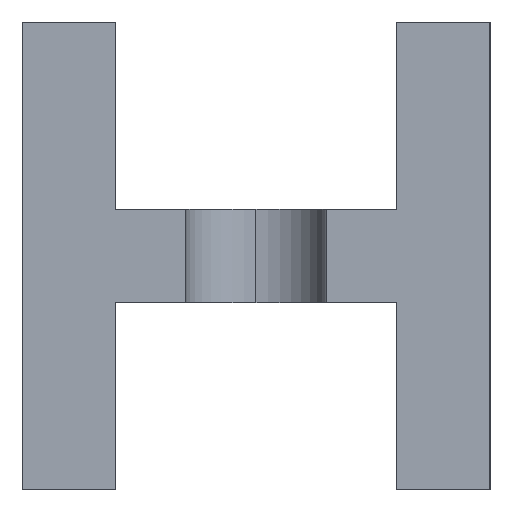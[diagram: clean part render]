
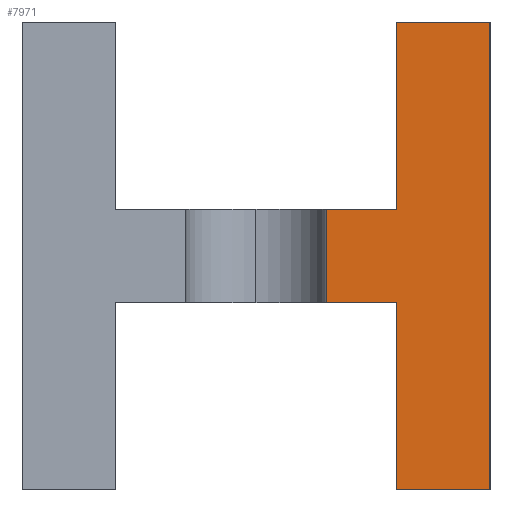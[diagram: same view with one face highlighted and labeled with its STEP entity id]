
A CAD part, left-side view. The second image highlights one B-rep face of the part: STEP entity #7971.
In plain terms, the highlighted planar face has unit normal (-1, 0, 0).
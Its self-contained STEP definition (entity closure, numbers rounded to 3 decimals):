
#125 = EDGE_CURVE ( 'NONE', #753, #4843, #6835, .T. ) ;
#256 = CARTESIAN_POINT ( 'NONE',  ( 0., 3.5, 6. ) ) ;
#356 = VECTOR ( 'NONE', #3653, 1000. ) ;
#753 = VERTEX_POINT ( 'NONE', #8567 ) ;
#818 = FACE_OUTER_BOUND ( 'NONE', #3067, .T. ) ;
#835 = LINE ( 'NONE', #15634, #356 ) ;
#1198 = CARTESIAN_POINT ( 'NONE',  ( 0., 0., 0. ) ) ;
#1219 = CARTESIAN_POINT ( 'NONE',  ( 0., 3.5, 4. ) ) ;
#1240 = VERTEX_POINT ( 'NONE', #10163 ) ;
#1468 = CARTESIAN_POINT ( 'NONE',  ( 0., 2., 10. ) ) ;
#1650 = DIRECTION ( 'NONE',  ( 0., 0., 1. ) ) ;
#1730 = VERTEX_POINT ( 'NONE', #7547 ) ;
#1915 = LINE ( 'NONE', #15642, #15551 ) ;
#2528 = LINE ( 'NONE', #4676, #18455 ) ;
#3023 = ORIENTED_EDGE ( 'NONE', *, *, #17979, .F. ) ;
#3067 = EDGE_LOOP ( 'NONE', ( #16163, #11326, #9894, #3023, #17397, #15087, #10449, #6444 ) ) ;
#3349 = LINE ( 'NONE', #5188, #7385 ) ;
#3653 = DIRECTION ( 'NONE',  ( 0., 0., -1. ) ) ;
#3975 = CARTESIAN_POINT ( 'NONE',  ( 0., 2., 4. ) ) ;
#4179 = CARTESIAN_POINT ( 'NONE',  ( 0., 2., 10. ) ) ;
#4603 = EDGE_CURVE ( 'NONE', #19089, #753, #13774, .T. ) ;
#4676 = CARTESIAN_POINT ( 'NONE',  ( 0., 3.5, 4. ) ) ;
#4826 = DIRECTION ( 'NONE',  ( 0., 0., 1. ) ) ;
#4843 = VERTEX_POINT ( 'NONE', #4179 ) ;
#5188 = CARTESIAN_POINT ( 'NONE',  ( 0., 8., 4. ) ) ;
#5670 = DIRECTION ( 'NONE',  ( 0., 1., 0. ) ) ;
#5791 = VECTOR ( 'NONE', #17430, 1000. ) ;
#5918 = VERTEX_POINT ( 'NONE', #1198 ) ;
#6444 = ORIENTED_EDGE ( 'NONE', *, *, #4603, .F. ) ;
#6835 = LINE ( 'NONE', #1468, #18705 ) ;
#6847 = CARTESIAN_POINT ( 'NONE',  ( 0., 2., 0. ) ) ;
#7385 = VECTOR ( 'NONE', #5670, 1000. ) ;
#7547 = CARTESIAN_POINT ( 'NONE',  ( 0., 0., 10. ) ) ;
#7643 = EDGE_CURVE ( 'NONE', #12140, #19089, #2528, .T. ) ;
#7971 = ADVANCED_FACE ( 'NONE', ( #818 ), #14982, .T. ) ;
#8262 = VECTOR ( 'NONE', #9815, 1000. ) ;
#8567 = CARTESIAN_POINT ( 'NONE',  ( 0., 2., 6. ) ) ;
#9815 = DIRECTION ( 'NONE',  ( 0., -1., 0. ) ) ;
#9880 = DIRECTION ( 'NONE',  ( 0., 1., 0. ) ) ;
#9894 = ORIENTED_EDGE ( 'NONE', *, *, #12401, .F. ) ;
#10114 = AXIS2_PLACEMENT_3D ( 'NONE', #15430, #14967, #14908 ) ;
#10163 = CARTESIAN_POINT ( 'NONE',  ( 0., 2., 0. ) ) ;
#10449 = ORIENTED_EDGE ( 'NONE', *, *, #125, .F. ) ;
#10751 = VECTOR ( 'NONE', #9880, 1000. ) ;
#11326 = ORIENTED_EDGE ( 'NONE', *, *, #12657, .F. ) ;
#12140 = VERTEX_POINT ( 'NONE', #1219 ) ;
#12237 = LINE ( 'NONE', #17214, #8262 ) ;
#12401 = EDGE_CURVE ( 'NONE', #1240, #15502, #1915, .T. ) ;
#12657 = EDGE_CURVE ( 'NONE', #15502, #12140, #3349, .T. ) ;
#13774 = LINE ( 'NONE', #18256, #5791 ) ;
#14027 = EDGE_CURVE ( 'NONE', #4843, #1730, #12237, .T. ) ;
#14644 = EDGE_CURVE ( 'NONE', #1730, #5918, #835, .T. ) ;
#14755 = DIRECTION ( 'NONE',  ( 0., 0., 1. ) ) ;
#14908 = DIRECTION ( 'NONE',  ( 0., 0., 1. ) ) ;
#14967 = DIRECTION ( 'NONE',  ( -1., 0., 0. ) ) ;
#14982 = PLANE ( 'NONE',  #10114 ) ;
#15087 = ORIENTED_EDGE ( 'NONE', *, *, #14027, .F. ) ;
#15139 = LINE ( 'NONE', #6847, #10751 ) ;
#15430 = CARTESIAN_POINT ( 'NONE',  ( 0., 0., 0. ) ) ;
#15502 = VERTEX_POINT ( 'NONE', #3975 ) ;
#15551 = VECTOR ( 'NONE', #14755, 1000. ) ;
#15634 = CARTESIAN_POINT ( 'NONE',  ( 0., 0., 0. ) ) ;
#15642 = CARTESIAN_POINT ( 'NONE',  ( 0., 2., 4. ) ) ;
#16163 = ORIENTED_EDGE ( 'NONE', *, *, #7643, .F. ) ;
#17214 = CARTESIAN_POINT ( 'NONE',  ( 0., 0., 10. ) ) ;
#17397 = ORIENTED_EDGE ( 'NONE', *, *, #14644, .F. ) ;
#17430 = DIRECTION ( 'NONE',  ( 0., -1., 0. ) ) ;
#17979 = EDGE_CURVE ( 'NONE', #5918, #1240, #15139, .T. ) ;
#18256 = CARTESIAN_POINT ( 'NONE',  ( 0., 2., 6. ) ) ;
#18455 = VECTOR ( 'NONE', #4826, 1000. ) ;
#18705 = VECTOR ( 'NONE', #1650, 1000. ) ;
#19089 = VERTEX_POINT ( 'NONE', #256 ) ;
